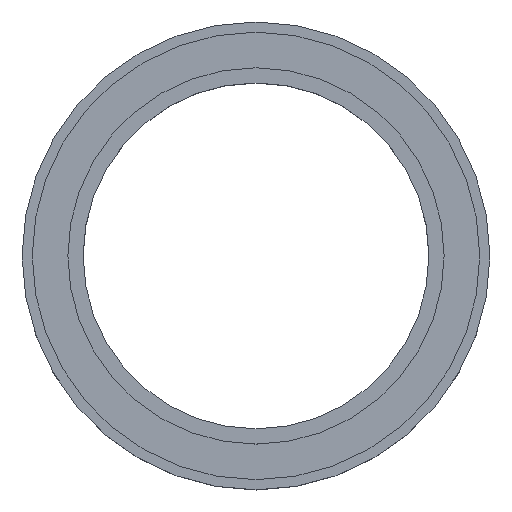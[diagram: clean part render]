
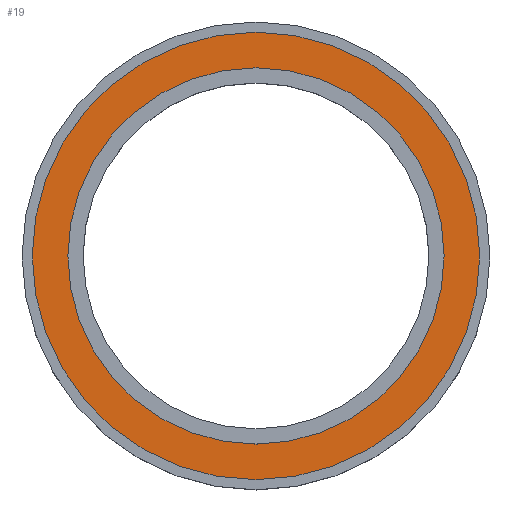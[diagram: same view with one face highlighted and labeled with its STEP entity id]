
A CAD part, top view. The second image highlights one B-rep face of the part: STEP entity #19.
In plain terms, the highlighted planar face has unit normal (0, 0, 1).
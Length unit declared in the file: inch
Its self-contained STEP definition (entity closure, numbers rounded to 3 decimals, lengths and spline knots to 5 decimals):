
#8 = CARTESIAN_POINT ( 'NONE',  ( 0., 0.36417, 0.07374 ) ) ;
#14 = FACE_BOUND ( 'NONE', #293, .T. ) ;
#16 = CARTESIAN_POINT ( 'NONE',  ( 0., 0.36417, 0.07374 ) ) ;
#19 = ADVANCED_FACE ( 'NONE', ( #14, #139 ), #93, .T. ) ;
#31 = CIRCLE ( 'NONE', #263, 0.43307 ) ;
#69 = CARTESIAN_POINT ( 'NONE',  ( 0., -0.43307, 0.07374 ) ) ;
#90 = ORIENTED_EDGE ( 'NONE', *, *, #539, .F. ) ;
#93 = PLANE ( 'NONE',  #119 ) ;
#94 = DIRECTION ( 'NONE',  ( 0., 0., -1. ) ) ;
#109 = AXIS2_PLACEMENT_3D ( 'NONE', #323, #541, #498 ) ;
#116 = CIRCLE ( 'NONE', #362, 0.36417 ) ;
#119 = AXIS2_PLACEMENT_3D ( 'NONE', #16, #179, #348 ) ;
#125 = VERTEX_POINT ( 'NONE', #69 ) ;
#128 = CARTESIAN_POINT ( 'NONE',  ( 0., 0., 0.07374 ) ) ;
#139 = FACE_OUTER_BOUND ( 'NONE', #164, .T. ) ;
#164 = EDGE_LOOP ( 'NONE', ( #90, #396 ) ) ;
#171 = DIRECTION ( 'NONE',  ( 0., 1., 0. ) ) ;
#179 = DIRECTION ( 'NONE',  ( 0., 0., 1. ) ) ;
#182 = DIRECTION ( 'NONE',  ( 0., 1., 0. ) ) ;
#186 = EDGE_CURVE ( 'NONE', #281, #416, #268, .T. ) ;
#190 = DIRECTION ( 'NONE',  ( 0., 0., -1. ) ) ;
#224 = DIRECTION ( 'NONE',  ( 0., 0., -1. ) ) ;
#258 = ORIENTED_EDGE ( 'NONE', *, *, #299, .T. ) ;
#262 = CARTESIAN_POINT ( 'NONE',  ( 0., 0., 0.07374 ) ) ;
#263 = AXIS2_PLACEMENT_3D ( 'NONE', #262, #224, #182 ) ;
#268 = CIRCLE ( 'NONE', #109, 0.36417 ) ;
#281 = VERTEX_POINT ( 'NONE', #376 ) ;
#293 = EDGE_LOOP ( 'NONE', ( #258, #508 ) ) ;
#299 = EDGE_CURVE ( 'NONE', #416, #281, #116, .T. ) ;
#323 = CARTESIAN_POINT ( 'NONE',  ( 0., 0., 0.07374 ) ) ;
#341 = EDGE_CURVE ( 'NONE', #125, #503, #31, .T. ) ;
#348 = DIRECTION ( 'NONE',  ( 0., -1., 0. ) ) ;
#358 = CARTESIAN_POINT ( 'NONE',  ( 0., 0., 0.07374 ) ) ;
#362 = AXIS2_PLACEMENT_3D ( 'NONE', #128, #94, #171 ) ;
#376 = CARTESIAN_POINT ( 'NONE',  ( 0., -0.36417, 0.07374 ) ) ;
#381 = CIRCLE ( 'NONE', #449, 0.43307 ) ;
#395 = DIRECTION ( 'NONE',  ( 0., 1., 0. ) ) ;
#396 = ORIENTED_EDGE ( 'NONE', *, *, #341, .F. ) ;
#416 = VERTEX_POINT ( 'NONE', #8 ) ;
#449 = AXIS2_PLACEMENT_3D ( 'NONE', #358, #190, #395 ) ;
#498 = DIRECTION ( 'NONE',  ( 0., 1., 0. ) ) ;
#503 = VERTEX_POINT ( 'NONE', #523 ) ;
#508 = ORIENTED_EDGE ( 'NONE', *, *, #186, .T. ) ;
#523 = CARTESIAN_POINT ( 'NONE',  ( 0., 0.43307, 0.07374 ) ) ;
#539 = EDGE_CURVE ( 'NONE', #503, #125, #381, .T. ) ;
#541 = DIRECTION ( 'NONE',  ( 0., 0., -1. ) ) ;
